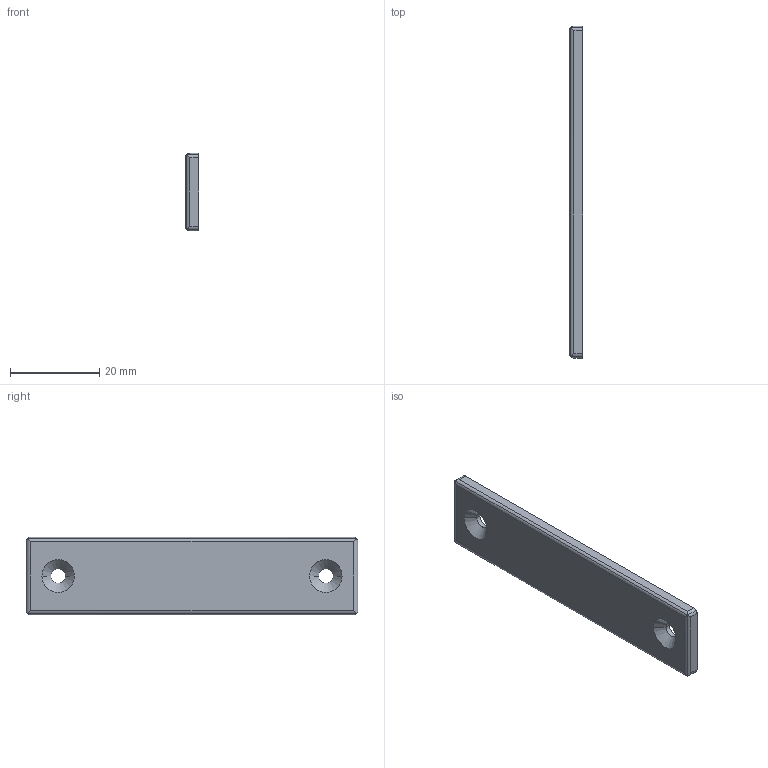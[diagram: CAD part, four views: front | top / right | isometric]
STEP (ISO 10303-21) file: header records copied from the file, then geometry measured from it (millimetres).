
FILE_DESCRIPTION(('STEP AP214'),'1');
FILE_NAME('Personaliz_plate.stp','2024-01-30T08:44:30',(' '),(' '),'Spatial InterOp 3D',' ',' ');
FILE_SCHEMA(('AUTOMOTIVE_DESIGN { 1 0 10303 214 1 1 1 1 }'));
Length unit declared in the file: metre
Products named in the file (1): Personaliz_plate
Bounding box: 3 x 74.4 x 17.4 mm (x, y, z)
Volume: 3733.1 mm3; surface area: 3069.4 mm2
Topology: 1 solids, 1 shells, 30 faces, 68 edges, 40 vertices
Faces by surface type: cylinder 20, plane 6, cone 4
Entity records: 869 total; most frequent: DIRECTION 162, CARTESIAN_POINT 139, ORIENTED_EDGE 136, EDGE_CURVE 68, AXIS2_PLACEMENT_3D 63, VERTEX_POINT 40, LINE 36, VECTOR 36
